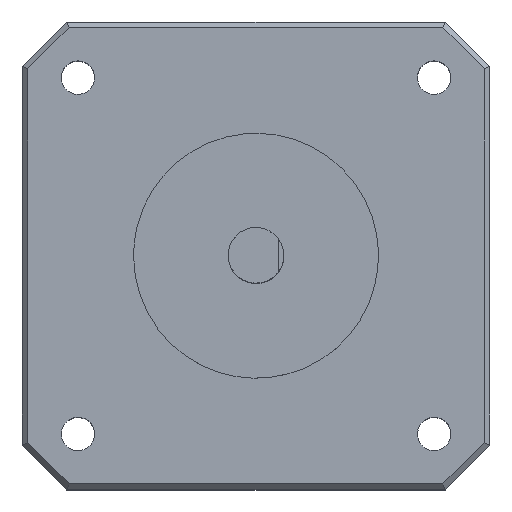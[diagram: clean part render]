
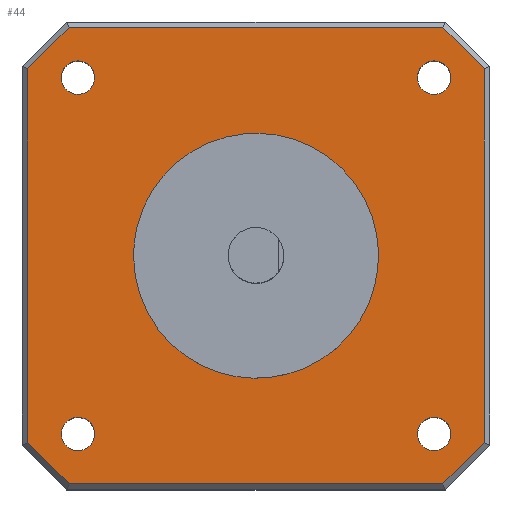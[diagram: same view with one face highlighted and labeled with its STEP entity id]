
A CAD part, top view. The second image highlights one B-rep face of the part: STEP entity #44.
In plain terms, the highlighted planar face has unit normal (0, 0, 1).
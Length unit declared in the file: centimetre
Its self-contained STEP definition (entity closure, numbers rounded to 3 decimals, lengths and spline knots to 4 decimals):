
#25=FACE_BOUND('',#118,.T.);
#26=FACE_BOUND('',#119,.T.);
#27=FACE_BOUND('',#120,.T.);
#28=FACE_BOUND('',#121,.T.);
#29=FACE_BOUND('',#122,.T.);
#44=ADVANCED_FACE('',(#80,#25,#26,#27,#28,#29),#524,.T.);
#80=FACE_OUTER_BOUND('',#117,.T.);
#117=EDGE_LOOP('',(#191,#192,#193,#194,#195,#196,#197,#198));
#118=EDGE_LOOP('',(#199));
#119=EDGE_LOOP('',(#200));
#120=EDGE_LOOP('',(#201));
#121=EDGE_LOOP('',(#202));
#122=EDGE_LOOP('',(#203));
#191=ORIENTED_EDGE('',*,*,#336,.T.);
#192=ORIENTED_EDGE('',*,*,#358,.T.);
#193=ORIENTED_EDGE('',*,*,#339,.T.);
#194=ORIENTED_EDGE('',*,*,#354,.T.);
#195=ORIENTED_EDGE('',*,*,#337,.T.);
#196=ORIENTED_EDGE('',*,*,#355,.T.);
#197=ORIENTED_EDGE('',*,*,#338,.T.);
#198=ORIENTED_EDGE('',*,*,#361,.T.);
#199=ORIENTED_EDGE('',*,*,#315,.T.);
#200=ORIENTED_EDGE('',*,*,#317,.T.);
#201=ORIENTED_EDGE('',*,*,#319,.T.);
#202=ORIENTED_EDGE('',*,*,#321,.T.);
#203=ORIENTED_EDGE('',*,*,#323,.F.);
#315=EDGE_CURVE('',#478,#478,#454,.T.);
#317=EDGE_CURVE('',#479,#479,#456,.T.);
#319=EDGE_CURVE('',#480,#480,#458,.T.);
#321=EDGE_CURVE('',#481,#481,#460,.T.);
#323=EDGE_CURVE('',#483,#483,#462,.T.);
#336=EDGE_CURVE('',#488,#489,#395,.T.);
#337=EDGE_CURVE('',#493,#491,#396,.T.);
#338=EDGE_CURVE('',#492,#490,#397,.T.);
#339=EDGE_CURVE('',#494,#495,#398,.T.);
#354=EDGE_CURVE('',#495,#493,#413,.T.);
#355=EDGE_CURVE('',#491,#492,#414,.T.);
#358=EDGE_CURVE('',#489,#494,#417,.T.);
#361=EDGE_CURVE('',#490,#488,#420,.T.);
#395=B_SPLINE_CURVE_WITH_KNOTS('',1,(#960,#961),.UNSPECIFIED.,.F.,.F.,(2,
2),(0.2071,33.7929),.UNSPECIFIED.);
#396=B_SPLINE_CURVE_WITH_KNOTS('',1,(#962,#963),.UNSPECIFIED.,.F.,.F.,(2,
2),(0.2071,33.7929),.UNSPECIFIED.);
#397=B_SPLINE_CURVE_WITH_KNOTS('',1,(#964,#965),.UNSPECIFIED.,.F.,.F.,(2,
2),(0.2071,33.7929),.UNSPECIFIED.);
#398=B_SPLINE_CURVE_WITH_KNOTS('',1,(#966,#967),.UNSPECIFIED.,.F.,.F.,(2,
2),(0.2071,33.7929),.UNSPECIFIED.);
#413=B_SPLINE_CURVE_WITH_KNOTS('',1,(#1036,#1037),.UNSPECIFIED.,.F.,.F.,
(2,2),(0.2071,5.4497),.UNSPECIFIED.);
#414=B_SPLINE_CURVE_WITH_KNOTS('',1,(#1038,#1039),.UNSPECIFIED.,.F.,.F.,
(2,2),(0.2071,5.4497),.UNSPECIFIED.);
#417=B_SPLINE_CURVE_WITH_KNOTS('',1,(#1064,#1065),.UNSPECIFIED.,.F.,.F.,
(2,2),(0.2071,5.4497),.UNSPECIFIED.);
#420=B_SPLINE_CURVE_WITH_KNOTS('',1,(#1090,#1091),.UNSPECIFIED.,.F.,.F.,
(2,2),(0.2071,5.4497),.UNSPECIFIED.);
#454=(
BOUNDED_CURVE()
B_SPLINE_CURVE(2,(#844,#845,#846,#847,#848,#849,#850,#851,#852),
 .UNSPECIFIED.,.T.,.F.)
B_SPLINE_CURVE_WITH_KNOTS((3,2,2,2,3),(-9.4248,-7.0686,
-4.7124,-2.3562,0.),.UNSPECIFIED.)
CURVE()
GEOMETRIC_REPRESENTATION_ITEM()
RATIONAL_B_SPLINE_CURVE((1.,0.707,1.,0.707,1.,0.707,
1.,0.707,1.))
REPRESENTATION_ITEM('')
);
#456=(
BOUNDED_CURVE()
B_SPLINE_CURVE(2,(#855,#856,#857,#858,#859,#860,#861,#862,#863),
 .UNSPECIFIED.,.T.,.F.)
B_SPLINE_CURVE_WITH_KNOTS((3,2,2,2,3),(-9.4248,-7.0686,
-4.7124,-2.3562,0.),.UNSPECIFIED.)
CURVE()
GEOMETRIC_REPRESENTATION_ITEM()
RATIONAL_B_SPLINE_CURVE((1.,0.707,1.,0.707,1.,0.707,
1.,0.707,1.))
REPRESENTATION_ITEM('')
);
#458=(
BOUNDED_CURVE()
B_SPLINE_CURVE(2,(#866,#867,#868,#869,#870,#871,#872,#873,#874),
 .UNSPECIFIED.,.T.,.F.)
B_SPLINE_CURVE_WITH_KNOTS((3,2,2,2,3),(-9.4248,-7.0686,
-4.7124,-2.3562,0.),.UNSPECIFIED.)
CURVE()
GEOMETRIC_REPRESENTATION_ITEM()
RATIONAL_B_SPLINE_CURVE((1.,0.707,1.,0.707,1.,0.707,
1.,0.707,1.))
REPRESENTATION_ITEM('')
);
#460=(
BOUNDED_CURVE()
B_SPLINE_CURVE(2,(#877,#878,#879,#880,#881,#882,#883,#884,#885),
 .UNSPECIFIED.,.T.,.F.)
B_SPLINE_CURVE_WITH_KNOTS((3,2,2,2,3),(-9.4248,-7.0686,
-4.7124,-2.3562,0.),.UNSPECIFIED.)
CURVE()
GEOMETRIC_REPRESENTATION_ITEM()
RATIONAL_B_SPLINE_CURVE((1.,0.707,1.,0.707,1.,0.707,
1.,0.707,1.))
REPRESENTATION_ITEM('')
);
#462=(
BOUNDED_CURVE()
B_SPLINE_CURVE(2,(#888,#889,#890,#891,#892,#893,#894,#895,#896),
 .UNSPECIFIED.,.T.,.F.)
B_SPLINE_CURVE_WITH_KNOTS((3,2,2,2,3),(0.,17.2788,34.5575,
51.8363,69.115),.UNSPECIFIED.)
CURVE()
GEOMETRIC_REPRESENTATION_ITEM()
RATIONAL_B_SPLINE_CURVE((1.,0.707,1.,0.707,1.,0.707,
1.,0.707,1.))
REPRESENTATION_ITEM('')
);
#478=VERTEX_POINT('',#786);
#479=VERTEX_POINT('',#787);
#480=VERTEX_POINT('',#788);
#481=VERTEX_POINT('',#789);
#483=VERTEX_POINT('',#791);
#488=VERTEX_POINT('',#796);
#489=VERTEX_POINT('',#797);
#490=VERTEX_POINT('',#798);
#491=VERTEX_POINT('',#799);
#492=VERTEX_POINT('',#800);
#493=VERTEX_POINT('',#801);
#494=VERTEX_POINT('',#802);
#495=VERTEX_POINT('',#803);
#524=PLANE('',#580);
#580=AXIS2_PLACEMENT_3D('',#754,#613,$);
#613=DIRECTION('',(0.,0.,1.));
#754=CARTESIAN_POINT('',(-21.,39.,-38.));
#786=CARTESIAN_POINT('',(14.5,2.,-38.));
#787=CARTESIAN_POINT('',(-17.5,2.,-38.));
#788=CARTESIAN_POINT('',(-17.5,34.,-38.));
#789=CARTESIAN_POINT('',(14.5,34.,-38.));
#791=CARTESIAN_POINT('',(-11.,18.,-38.));
#796=CARTESIAN_POINT('',(-20.5,34.7929,-38.));
#797=CARTESIAN_POINT('',(-20.5,1.2071,-38.));
#798=CARTESIAN_POINT('',(-16.7929,38.5,-38.));
#799=CARTESIAN_POINT('',(20.5,34.7929,-38.));
#800=CARTESIAN_POINT('',(16.7929,38.5,-38.));
#801=CARTESIAN_POINT('',(20.5,1.2071,-38.));
#802=CARTESIAN_POINT('',(-16.7929,-2.5,-38.));
#803=CARTESIAN_POINT('',(16.7929,-2.5,-38.));
#844=CARTESIAN_POINT('',(14.5,2.,-38.));
#845=CARTESIAN_POINT('',(14.5,3.5,-38.));
#846=CARTESIAN_POINT('',(16.,3.5,-38.));
#847=CARTESIAN_POINT('',(17.5,3.5,-38.));
#848=CARTESIAN_POINT('',(17.5,2.,-38.));
#849=CARTESIAN_POINT('',(17.5,0.5,-38.));
#850=CARTESIAN_POINT('',(16.,0.5,-38.));
#851=CARTESIAN_POINT('',(14.5,0.5,-38.));
#852=CARTESIAN_POINT('',(14.5,2.,-38.));
#855=CARTESIAN_POINT('',(-17.5,2.,-38.));
#856=CARTESIAN_POINT('',(-17.5,3.5,-38.));
#857=CARTESIAN_POINT('',(-16.,3.5,-38.));
#858=CARTESIAN_POINT('',(-14.5,3.5,-38.));
#859=CARTESIAN_POINT('',(-14.5,2.,-38.));
#860=CARTESIAN_POINT('',(-14.5,0.5,-38.));
#861=CARTESIAN_POINT('',(-16.,0.5,-38.));
#862=CARTESIAN_POINT('',(-17.5,0.5,-38.));
#863=CARTESIAN_POINT('',(-17.5,2.,-38.));
#866=CARTESIAN_POINT('',(-17.5,34.,-38.));
#867=CARTESIAN_POINT('',(-17.5,35.5,-38.));
#868=CARTESIAN_POINT('',(-16.,35.5,-38.));
#869=CARTESIAN_POINT('',(-14.5,35.5,-38.));
#870=CARTESIAN_POINT('',(-14.5,34.,-38.));
#871=CARTESIAN_POINT('',(-14.5,32.5,-38.));
#872=CARTESIAN_POINT('',(-16.,32.5,-38.));
#873=CARTESIAN_POINT('',(-17.5,32.5,-38.));
#874=CARTESIAN_POINT('',(-17.5,34.,-38.));
#877=CARTESIAN_POINT('',(14.5,34.,-38.));
#878=CARTESIAN_POINT('',(14.5,35.5,-38.));
#879=CARTESIAN_POINT('',(16.,35.5,-38.));
#880=CARTESIAN_POINT('',(17.5,35.5,-38.));
#881=CARTESIAN_POINT('',(17.5,34.,-38.));
#882=CARTESIAN_POINT('',(17.5,32.5,-38.));
#883=CARTESIAN_POINT('',(16.,32.5,-38.));
#884=CARTESIAN_POINT('',(14.5,32.5,-38.));
#885=CARTESIAN_POINT('',(14.5,34.,-38.));
#888=CARTESIAN_POINT('',(-11.,18.,-38.));
#889=CARTESIAN_POINT('',(-11.,7.,-38.));
#890=CARTESIAN_POINT('',(0.,7.,-38.));
#891=CARTESIAN_POINT('',(11.,7.,-38.));
#892=CARTESIAN_POINT('',(11.,18.,-38.));
#893=CARTESIAN_POINT('',(11.,29.,-38.));
#894=CARTESIAN_POINT('',(0.,29.,-38.));
#895=CARTESIAN_POINT('',(-11.,29.,-38.));
#896=CARTESIAN_POINT('',(-11.,18.,-38.));
#960=CARTESIAN_POINT('',(-20.5,34.7929,-38.));
#961=CARTESIAN_POINT('',(-20.5,1.2071,-38.));
#962=CARTESIAN_POINT('',(20.5,1.2071,-38.));
#963=CARTESIAN_POINT('',(20.5,34.7929,-38.));
#964=CARTESIAN_POINT('',(16.7929,38.5,-38.));
#965=CARTESIAN_POINT('',(-16.7929,38.5,-38.));
#966=CARTESIAN_POINT('',(-16.7929,-2.5,-38.));
#967=CARTESIAN_POINT('',(16.7929,-2.5,-38.));
#1036=CARTESIAN_POINT('',(16.7929,-2.5,-38.));
#1037=CARTESIAN_POINT('',(20.5,1.2071,-38.));
#1038=CARTESIAN_POINT('',(20.5,34.7929,-38.));
#1039=CARTESIAN_POINT('',(16.7929,38.5,-38.));
#1064=CARTESIAN_POINT('',(-20.5,1.2071,-38.));
#1065=CARTESIAN_POINT('',(-16.7929,-2.5,-38.));
#1090=CARTESIAN_POINT('',(-16.7929,38.5,-38.));
#1091=CARTESIAN_POINT('',(-20.5,34.7929,-38.));
